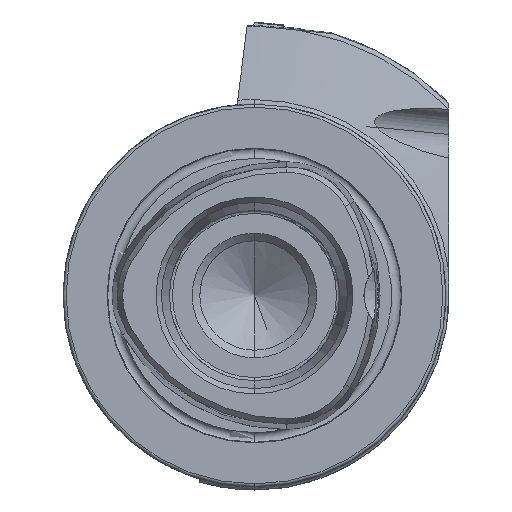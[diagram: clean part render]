
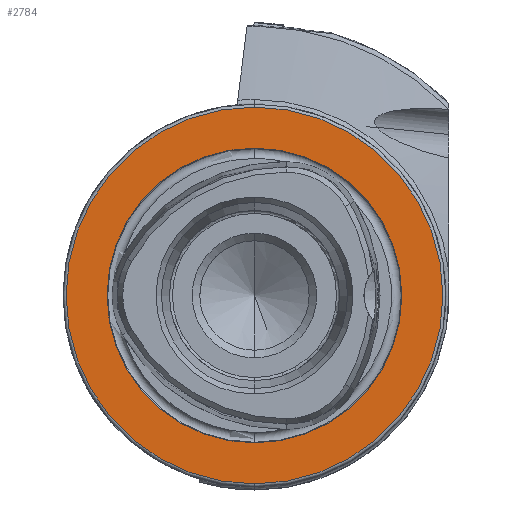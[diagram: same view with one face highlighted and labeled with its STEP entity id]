
A CAD part, left-side view. The second image highlights one B-rep face of the part: STEP entity #2784.
In plain terms, the highlighted planar face has unit normal (-1, 0, 0).
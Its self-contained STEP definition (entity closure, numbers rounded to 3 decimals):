
#298 = ORIENTED_EDGE ( 'NONE', *, *, #7038, .F. ) ;
#504 = CARTESIAN_POINT ( 'NONE',  ( 0., 0., 0. ) ) ;
#652 = CIRCLE ( 'NONE', #7223, 24.25 ) ;
#979 = AXIS2_PLACEMENT_3D ( 'NONE', #5690, #5438, #5247 ) ;
#1281 = DIRECTION ( 'NONE',  ( -1., 0., 0. ) ) ;
#1317 = CARTESIAN_POINT ( 'NONE',  ( 0., 0., -24.25 ) ) ;
#1470 = DIRECTION ( 'NONE',  ( 0., 0., 1. ) ) ;
#1669 = CIRCLE ( 'NONE', #5595, 24.25 ) ;
#1760 = EDGE_LOOP ( 'NONE', ( #11300, #298 ) ) ;
#2654 = EDGE_LOOP ( 'NONE', ( #8606, #8756 ) ) ;
#2784 = ADVANCED_FACE ( 'NONE', ( #7081, #4939 ), #5587, .F. ) ;
#3112 = VERTEX_POINT ( 'NONE', #5465 ) ;
#3145 = DIRECTION ( 'NONE',  ( -1., 0., 0. ) ) ;
#3363 = CARTESIAN_POINT ( 'NONE',  ( 0., 0., -31. ) ) ;
#3862 = CIRCLE ( 'NONE', #9304, 31. ) ;
#4371 = DIRECTION ( 'NONE',  ( -1., 0., 0. ) ) ;
#4939 = FACE_OUTER_BOUND ( 'NONE', #2654, .T. ) ;
#5247 = DIRECTION ( 'NONE',  ( 0., 0., -1. ) ) ;
#5438 = DIRECTION ( 'NONE',  ( 1., 0., 0. ) ) ;
#5465 = CARTESIAN_POINT ( 'NONE',  ( 0., 0., 24.25 ) ) ;
#5587 = PLANE ( 'NONE',  #979 ) ;
#5595 = AXIS2_PLACEMENT_3D ( 'NONE', #504, #6983, #1470 ) ;
#5690 = CARTESIAN_POINT ( 'NONE',  ( 0., 24.25, 0. ) ) ;
#5866 = CIRCLE ( 'NONE', #9024, 31. ) ;
#6120 = VERTEX_POINT ( 'NONE', #3363 ) ;
#6409 = VERTEX_POINT ( 'NONE', #1317 ) ;
#6810 = CARTESIAN_POINT ( 'NONE',  ( 0., 0., 0. ) ) ;
#6983 = DIRECTION ( 'NONE',  ( -1., 0., 0. ) ) ;
#7038 = EDGE_CURVE ( 'NONE', #6409, #3112, #652, .T. ) ;
#7081 = FACE_BOUND ( 'NONE', #1760, .T. ) ;
#7100 = VERTEX_POINT ( 'NONE', #11259 ) ;
#7223 = AXIS2_PLACEMENT_3D ( 'NONE', #8554, #3145, #9424 ) ;
#7261 = EDGE_CURVE ( 'NONE', #7100, #6120, #3862, .T. ) ;
#7655 = EDGE_CURVE ( 'NONE', #6120, #7100, #5866, .T. ) ;
#7698 = DIRECTION ( 'NONE',  ( 0., 0., 1. ) ) ;
#7938 = EDGE_CURVE ( 'NONE', #3112, #6409, #1669, .T. ) ;
#8554 = CARTESIAN_POINT ( 'NONE',  ( 0., 0., 0. ) ) ;
#8606 = ORIENTED_EDGE ( 'NONE', *, *, #7261, .T. ) ;
#8756 = ORIENTED_EDGE ( 'NONE', *, *, #7655, .T. ) ;
#9024 = AXIS2_PLACEMENT_3D ( 'NONE', #6810, #1281, #7698 ) ;
#9304 = AXIS2_PLACEMENT_3D ( 'NONE', #9731, #4371, #10640 ) ;
#9424 = DIRECTION ( 'NONE',  ( 0., 0., 1. ) ) ;
#9731 = CARTESIAN_POINT ( 'NONE',  ( 0., 0., 0. ) ) ;
#10640 = DIRECTION ( 'NONE',  ( 0., 0., 1. ) ) ;
#11259 = CARTESIAN_POINT ( 'NONE',  ( 0., 0., 31. ) ) ;
#11300 = ORIENTED_EDGE ( 'NONE', *, *, #7938, .F. ) ;
